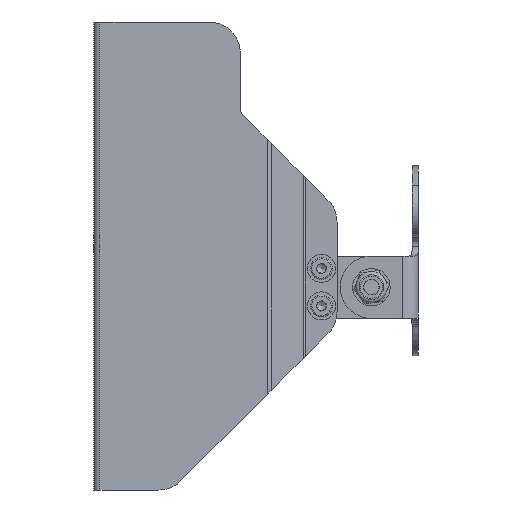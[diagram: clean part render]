
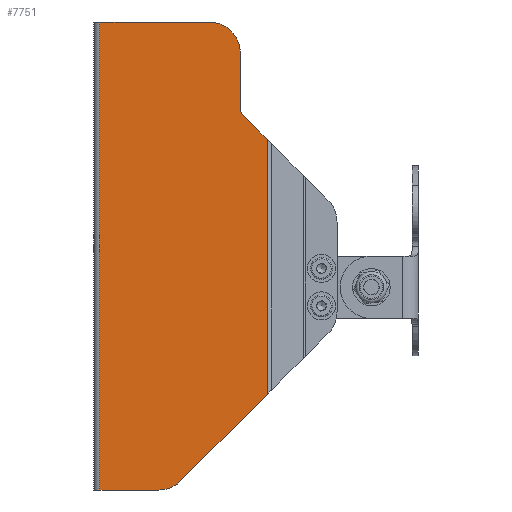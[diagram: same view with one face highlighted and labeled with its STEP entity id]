
A CAD part, left-side view. The second image highlights one B-rep face of the part: STEP entity #7751.
In plain terms, the highlighted face is planar.
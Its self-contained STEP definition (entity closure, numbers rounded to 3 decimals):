
#26 = LINE ( 'NONE', #3988, #396 ) ;
#154 = VECTOR ( 'NONE', #9777, 1000. ) ;
#223 = EDGE_CURVE ( 'NONE', #5608, #8044, #6251, .T. ) ;
#275 = LINE ( 'NONE', #6945, #154 ) ;
#328 = CARTESIAN_POINT ( 'NONE',  ( 29., -2., -85. ) ) ;
#329 = CARTESIAN_POINT ( 'NONE',  ( 29., 14.142, 55. ) ) ;
#396 = VECTOR ( 'NONE', #5241, 1000. ) ;
#487 = ORIENTED_EDGE ( 'NONE', *, *, #6287, .T. ) ;
#520 = EDGE_CURVE ( 'NONE', #3789, #7178, #9629, .T. ) ;
#691 = VERTEX_POINT ( 'NONE', #9762 ) ;
#705 = CARTESIAN_POINT ( 'NONE',  ( 29., -12., -56.828 ) ) ;
#708 = CARTESIAN_POINT ( 'NONE',  ( 29., -14., -56.828 ) ) ;
#834 = PLANE ( 'NONE',  #973 ) ;
#866 = EDGE_CURVE ( 'NONE', #691, #3098, #6285, .T. ) ;
#973 = AXIS2_PLACEMENT_3D ( 'NONE', #10316, #8834, #8017 ) ;
#1145 = DIRECTION ( 'NONE',  ( 0., -1., 0. ) ) ;
#1146 = EDGE_CURVE ( 'NONE', #3098, #5508, #8161, .T. ) ;
#1465 = VERTEX_POINT ( 'NONE', #328 ) ;
#1523 = ORIENTED_EDGE ( 'NONE', *, *, #5309, .T. ) ;
#1529 = AXIS2_PLACEMENT_3D ( 'NONE', #2577, #2619, #7338 ) ;
#2030 = VERTEX_POINT ( 'NONE', #9654 ) ;
#2043 = ORIENTED_EDGE ( 'NONE', *, *, #1146, .T. ) ;
#2533 = VECTOR ( 'NONE', #9881, 1000. ) ;
#2577 = CARTESIAN_POINT ( 'NONE',  ( 29., -2., -75. ) ) ;
#2619 = DIRECTION ( 'NONE',  ( 1., 0., 0. ) ) ;
#2710 = ORIENTED_EDGE ( 'NONE', *, *, #9216, .T. ) ;
#2943 = AXIS2_PLACEMENT_3D ( 'NONE', #708, #9520, #7978 ) ;
#2989 = VERTEX_POINT ( 'NONE', #6743 ) ;
#3098 = VERTEX_POINT ( 'NONE', #9143 ) ;
#3292 = ORIENTED_EDGE ( 'NONE', *, *, #4675, .T. ) ;
#3479 = EDGE_LOOP ( 'NONE', ( #2043, #487, #4740, #1523, #6328, #4702, #9856, #2710, #3292, #9095 ) ) ;
#3789 = VERTEX_POINT ( 'NONE', #705 ) ;
#3988 = CARTESIAN_POINT ( 'NONE',  ( 29., -20.586, -85. ) ) ;
#4190 = CIRCLE ( 'NONE', #2943, 2. ) ;
#4503 = CARTESIAN_POINT ( 'NONE',  ( 29., -12., -56. ) ) ;
#4558 = EDGE_CURVE ( 'NONE', #1465, #8044, #26, .T. ) ;
#4675 = EDGE_CURVE ( 'NONE', #2989, #691, #275, .T. ) ;
#4702 = ORIENTED_EDGE ( 'NONE', *, *, #223, .F. ) ;
#4740 = ORIENTED_EDGE ( 'NONE', *, *, #520, .T. ) ;
#4779 = DIRECTION ( 'NONE',  ( 0., 0., -1. ) ) ;
#5002 = CIRCLE ( 'NONE', #5132, 10. ) ;
#5132 = AXIS2_PLACEMENT_3D ( 'NONE', #329, #5871, #1145 ) ;
#5195 = CARTESIAN_POINT ( 'NONE',  ( 29., -20.586, 65. ) ) ;
#5241 = DIRECTION ( 'NONE',  ( 0., 1., 0. ) ) ;
#5304 = CARTESIAN_POINT ( 'NONE',  ( 29., -12.586, -55.414 ) ) ;
#5309 = EDGE_CURVE ( 'NONE', #7178, #1465, #9426, .T. ) ;
#5508 = VERTEX_POINT ( 'NONE', #5304 ) ;
#5608 = VERTEX_POINT ( 'NONE', #7683 ) ;
#5745 = VECTOR ( 'NONE', #4779, 1000. ) ;
#5865 = VECTOR ( 'NONE', #8702, 1000. ) ;
#5871 = DIRECTION ( 'NONE',  ( 1., 0., 0. ) ) ;
#5999 = CARTESIAN_POINT ( 'NONE',  ( 29., -12., -75. ) ) ;
#6099 = VECTOR ( 'NONE', #10166, 1000. ) ;
#6251 = LINE ( 'NONE', #6903, #5745 ) ;
#6285 = LINE ( 'NONE', #9930, #6099 ) ;
#6287 = EDGE_CURVE ( 'NONE', #5508, #3789, #4190, .T. ) ;
#6328 = ORIENTED_EDGE ( 'NONE', *, *, #4558, .T. ) ;
#6365 = CARTESIAN_POINT ( 'NONE',  ( 29., 33., -85. ) ) ;
#6367 = LINE ( 'NONE', #5195, #2533 ) ;
#6510 = CARTESIAN_POINT ( 'NONE',  ( 29., -12., 65. ) ) ;
#6598 = EDGE_CURVE ( 'NONE', #2030, #5608, #6367, .T. ) ;
#6743 = CARTESIAN_POINT ( 'NONE',  ( 29., 7.071, 62.071 ) ) ;
#6815 = VECTOR ( 'NONE', #7609, 1000. ) ;
#6903 = CARTESIAN_POINT ( 'NONE',  ( 29., 33., 65. ) ) ;
#6945 = CARTESIAN_POINT ( 'NONE',  ( 29., 10., 65. ) ) ;
#7086 = FACE_OUTER_BOUND ( 'NONE', #3479, .T. ) ;
#7178 = VERTEX_POINT ( 'NONE', #5999 ) ;
#7338 = DIRECTION ( 'NONE',  ( 0., -1., 0. ) ) ;
#7609 = DIRECTION ( 'NONE',  ( 0., 0.707, -0.707 ) ) ;
#7683 = CARTESIAN_POINT ( 'NONE',  ( 29., 33., 65. ) ) ;
#7751 = ADVANCED_FACE ( 'NONE', ( #7086 ), #834, .F. ) ;
#7978 = DIRECTION ( 'NONE',  ( 0., -1., 0. ) ) ;
#8017 = DIRECTION ( 'NONE',  ( 0., -1., 0. ) ) ;
#8044 = VERTEX_POINT ( 'NONE', #6365 ) ;
#8161 = LINE ( 'NONE', #4503, #6815 ) ;
#8702 = DIRECTION ( 'NONE',  ( 0., 0., -1. ) ) ;
#8834 = DIRECTION ( 'NONE',  ( -1., 0., 0. ) ) ;
#9095 = ORIENTED_EDGE ( 'NONE', *, *, #866, .T. ) ;
#9143 = CARTESIAN_POINT ( 'NONE',  ( 29., -20.586, -47.414 ) ) ;
#9216 = EDGE_CURVE ( 'NONE', #2030, #2989, #5002, .T. ) ;
#9426 = CIRCLE ( 'NONE', #1529, 10. ) ;
#9520 = DIRECTION ( 'NONE',  ( -1., 0., 0. ) ) ;
#9629 = LINE ( 'NONE', #6510, #5865 ) ;
#9654 = CARTESIAN_POINT ( 'NONE',  ( 29., 14.142, 65. ) ) ;
#9762 = CARTESIAN_POINT ( 'NONE',  ( 29., -20.586, 34.414 ) ) ;
#9777 = DIRECTION ( 'NONE',  ( 0., -0.707, -0.707 ) ) ;
#9856 = ORIENTED_EDGE ( 'NONE', *, *, #6598, .F. ) ;
#9881 = DIRECTION ( 'NONE',  ( 0., 1., 0. ) ) ;
#9930 = CARTESIAN_POINT ( 'NONE',  ( 29., -20.586, 65. ) ) ;
#10166 = DIRECTION ( 'NONE',  ( 0., 0., -1. ) ) ;
#10316 = CARTESIAN_POINT ( 'NONE',  ( 29., -20.586, 65. ) ) ;
